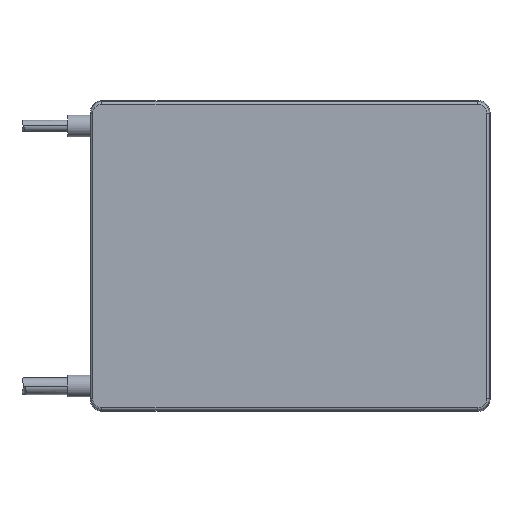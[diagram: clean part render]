
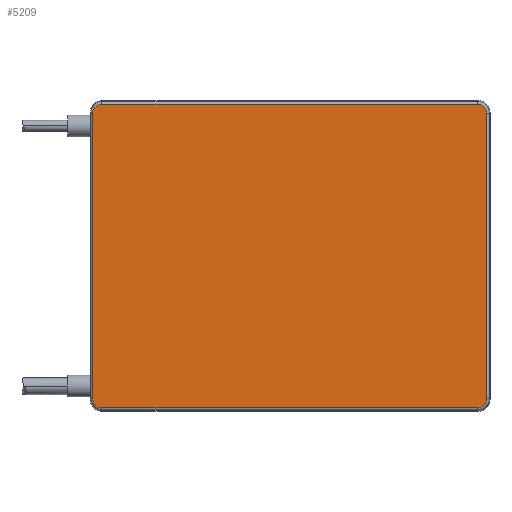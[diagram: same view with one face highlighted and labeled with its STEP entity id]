
A CAD part, front view. The second image highlights one B-rep face of the part: STEP entity #5209.
In plain terms, the highlighted planar face has unit normal (0, -1, 0).
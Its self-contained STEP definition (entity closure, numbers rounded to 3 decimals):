
#1257=DIRECTION('',(-1.,0.,0.));
#1258=VECTOR('',#1257,164.564);
#1259=CARTESIAN_POINT('',(149.731,-11.9,66.563));
#1260=LINE('',#1259,#1258);
#1261=CARTESIAN_POINT('',(153.73,-11.9,62.564));
#1262=CARTESIAN_POINT('',(153.73,-11.9,62.799));
#1263=CARTESIAN_POINT('',(153.689,-11.9,63.26));
#1264=CARTESIAN_POINT('',(153.508,-11.9,63.939));
#1265=CARTESIAN_POINT('',(153.212,-11.9,64.574));
#1266=CARTESIAN_POINT('',(152.81,-11.9,65.148));
#1267=CARTESIAN_POINT('',(152.314,-11.9,65.644));
#1268=CARTESIAN_POINT('',(151.74,-11.9,66.046));
#1269=CARTESIAN_POINT('',(151.105,-11.9,66.342));
#1270=CARTESIAN_POINT('',(150.426,-11.9,66.523));
#1271=CARTESIAN_POINT('',(149.965,-11.9,66.563));
#1272=CARTESIAN_POINT('',(149.731,-11.9,66.563));
#1274=DIRECTION('',(0.,0.,1.));
#1275=VECTOR('',#1274,125.128);
#1276=CARTESIAN_POINT('',(153.73,-11.9,
-62.564));
#1277=LINE('',#1276,#1275);
#1278=CARTESIAN_POINT('',(149.731,-11.9,
-66.563));
#1279=CARTESIAN_POINT('',(149.965,-11.9,
-66.563));
#1280=CARTESIAN_POINT('',(150.426,-11.9,
-66.523));
#1281=CARTESIAN_POINT('',(151.105,-11.9,-66.342));
#1282=CARTESIAN_POINT('',(151.74,-11.9,-66.045));
#1283=CARTESIAN_POINT('',(152.315,-11.9,-65.643));
#1284=CARTESIAN_POINT('',(152.81,-11.9,-65.148));
#1285=CARTESIAN_POINT('',(153.212,-11.9,-64.573));
#1286=CARTESIAN_POINT('',(153.508,-11.9,-63.938));
#1287=CARTESIAN_POINT('',(153.69,-11.9,
-63.259));
#1288=CARTESIAN_POINT('',(153.73,-11.9,
-62.798));
#1289=CARTESIAN_POINT('',(153.73,-11.9,
-62.564));
#1291=DIRECTION('',(1.,0.,0.));
#1292=VECTOR('',#1291,164.564);
#1293=CARTESIAN_POINT('',(-14.834,-11.9,-66.563));
#1294=LINE('',#1293,#1292);
#1295=CARTESIAN_POINT('',(-18.834,-11.9,-62.563));
#1296=CARTESIAN_POINT('',(-18.833,-11.9,
-62.797));
#1297=CARTESIAN_POINT('',(-18.793,-11.9,
-63.259));
#1298=CARTESIAN_POINT('',(-18.612,-11.9,-63.938));
#1299=CARTESIAN_POINT('',(-18.315,-11.9,-64.573));
#1300=CARTESIAN_POINT('',(-17.913,-11.9,-65.148));
#1301=CARTESIAN_POINT('',(-17.417,-11.9,-65.644));
#1302=CARTESIAN_POINT('',(-16.843,-11.9,-66.046));
#1303=CARTESIAN_POINT('',(-16.208,-11.9,-66.342));
#1304=CARTESIAN_POINT('',(-15.529,-11.9,
-66.523));
#1305=CARTESIAN_POINT('',(-15.068,-11.9,
-66.563));
#1306=CARTESIAN_POINT('',(-14.834,-11.9,-66.563));
#1308=DIRECTION('',(0.,0.,-1.));
#1309=VECTOR('',#1308,125.126);
#1310=CARTESIAN_POINT('',(-18.834,-11.9,62.563));
#1311=LINE('',#1310,#1309);
#1312=CARTESIAN_POINT('',(-14.834,-11.9,66.563));
#1313=CARTESIAN_POINT('',(-15.068,-11.9,
66.563));
#1314=CARTESIAN_POINT('',(-15.529,-11.9,
66.523));
#1315=CARTESIAN_POINT('',(-16.208,-11.9,66.342));
#1316=CARTESIAN_POINT('',(-16.843,-11.9,66.045));
#1317=CARTESIAN_POINT('',(-17.418,-11.9,65.643));
#1318=CARTESIAN_POINT('',(-17.914,-11.9,65.147));
#1319=CARTESIAN_POINT('',(-18.316,-11.9,64.573));
#1320=CARTESIAN_POINT('',(-18.612,-11.9,63.937));
#1321=CARTESIAN_POINT('',(-18.793,-11.9,
63.258));
#1322=CARTESIAN_POINT('',(-18.833,-11.9,
62.797));
#1323=CARTESIAN_POINT('',(-18.834,-11.9,62.563));
#2979=CARTESIAN_POINT('',(149.731,-11.9,66.563));
#2980=CARTESIAN_POINT('',(-14.834,-11.9,66.563));
#2981=VERTEX_POINT('',#2979);
#2982=VERTEX_POINT('',#2980);
#2987=VERTEX_POINT('',#1323);
#2989=CARTESIAN_POINT('',(-18.834,-11.9,-62.563));
#2990=VERTEX_POINT('',#2989);
#2991=VERTEX_POINT('',#1306);
#2994=CARTESIAN_POINT('',(149.731,-11.9,
-66.563));
#2995=VERTEX_POINT('',#2994);
#3180=VERTEX_POINT('',#1289);
#3182=CARTESIAN_POINT('',(153.73,-11.9,62.564));
#3183=VERTEX_POINT('',#3182);
#5187=CARTESIAN_POINT('',(67.667,-11.9,0.));
#5188=DIRECTION('',(0.,1.,0.));
#5189=DIRECTION('',(-1.,0.,0.));
#5190=AXIS2_PLACEMENT_3D('',#5187,#5188,#5189);
#5191=PLANE('',#5190);
#5193=ORIENTED_EDGE('',*,*,#5192,.F.);
#5195=ORIENTED_EDGE('',*,*,#5194,.F.);
#5197=ORIENTED_EDGE('',*,*,#5196,.F.);
#5199=ORIENTED_EDGE('',*,*,#5198,.F.);
#5201=ORIENTED_EDGE('',*,*,#5200,.F.);
#5202=ORIENTED_EDGE('',*,*,#5170,.F.);
#5204=ORIENTED_EDGE('',*,*,#5203,.F.);
#5206=ORIENTED_EDGE('',*,*,#5205,.F.);
#5207=EDGE_LOOP('',(#5193,#5195,#5197,#5199,#5201,#5202,#5204,#5206));
#5208=FACE_OUTER_BOUND('',#5207,.F.);
#5209=ADVANCED_FACE('',(#5208),#5191,.F.);
#1273=B_SPLINE_CURVE_WITH_KNOTS('',3,(#1261,#1262,#1263,#1264,#1265,#1266,#1267,
#1268,#1269,#1270,#1271,#1272),.UNSPECIFIED.,.F.,.F.,(4,1,1,1,1,1,1,1,1,4),
(0.,0.111,0.222,0.333,0.444,
0.556,0.667,0.778,0.889,1.),
.UNSPECIFIED.);
#1290=B_SPLINE_CURVE_WITH_KNOTS('',3,(#1278,#1279,#1280,#1281,#1282,#1283,#1284,
#1285,#1286,#1287,#1288,#1289),.UNSPECIFIED.,.F.,.F.,(4,1,1,1,1,1,1,1,1,4),
(0.,0.111,0.222,0.333,0.444,
0.556,0.667,0.778,0.889,1.),
.UNSPECIFIED.);
#1307=B_SPLINE_CURVE_WITH_KNOTS('',3,(#1295,#1296,#1297,#1298,#1299,#1300,#1301,
#1302,#1303,#1304,#1305,#1306),.UNSPECIFIED.,.F.,.F.,(4,1,1,1,1,1,1,1,1,4),
(0.,0.111,0.222,0.333,0.444,
0.556,0.667,0.778,0.889,1.),
.UNSPECIFIED.);
#1324=B_SPLINE_CURVE_WITH_KNOTS('',3,(#1312,#1313,#1314,#1315,#1316,#1317,#1318,
#1319,#1320,#1321,#1322,#1323),.UNSPECIFIED.,.F.,.F.,(4,1,1,1,1,1,1,1,1,4),
(0.,0.111,0.222,0.333,0.444,
0.556,0.667,0.778,0.889,1.),
.UNSPECIFIED.);
#5170=EDGE_CURVE('',#2990,#2991,#1307,.T.);
#5192=EDGE_CURVE('',#2981,#2982,#1260,.T.);
#5194=EDGE_CURVE('',#3183,#2981,#1273,.T.);
#5196=EDGE_CURVE('',#3180,#3183,#1277,.T.);
#5198=EDGE_CURVE('',#2995,#3180,#1290,.T.);
#5200=EDGE_CURVE('',#2991,#2995,#1294,.T.);
#5203=EDGE_CURVE('',#2987,#2990,#1311,.T.);
#5205=EDGE_CURVE('',#2982,#2987,#1324,.T.);
